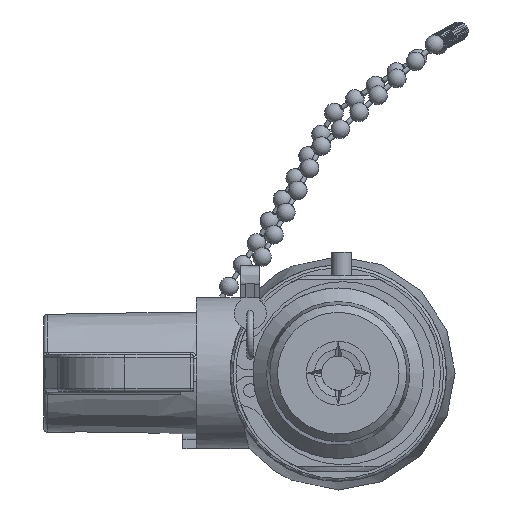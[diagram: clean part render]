
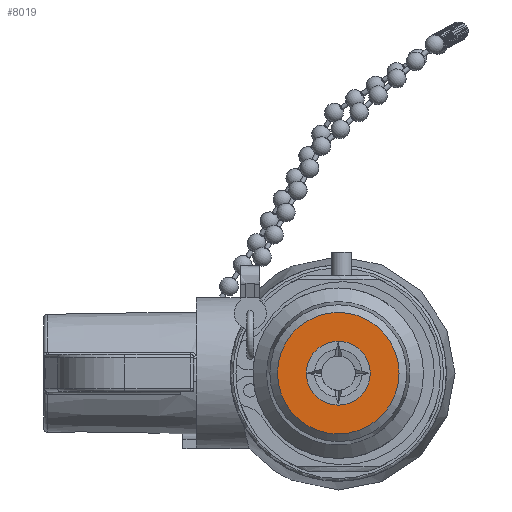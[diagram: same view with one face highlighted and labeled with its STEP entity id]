
A CAD part, left-side view. The second image highlights one B-rep face of the part: STEP entity #8019.
In plain terms, the highlighted planar face has unit normal (-1, 0, 0).
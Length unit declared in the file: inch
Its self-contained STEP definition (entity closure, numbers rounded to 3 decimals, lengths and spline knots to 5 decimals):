
#7831=CARTESIAN_POINT('',(-5.287,0.23438,0.));
#7832=VERTEX_POINT('',#7831);
#7833=CARTESIAN_POINT('',(-5.287,0.,0.));
#7834=DIRECTION('',(1.0,0.0,0.0));
#7835=DIRECTION('',(0.0,1.0,0.0));
#7836=AXIS2_PLACEMENT_3D('',#7833,#7834,#7835);
#7837=CIRCLE('',#7836,0.23438);
#7838=EDGE_CURVE('',#7832,#7832,#7837,.T.);
#7996=CARTESIAN_POINT('',(-5.287,0.44575,0.));
#7997=VERTEX_POINT('',#7996);
#7998=CARTESIAN_POINT('',(-5.287,0.,0.));
#7999=DIRECTION('',(1.0,0.0,0.0));
#8000=DIRECTION('',(0.0,1.0,0.0));
#8001=AXIS2_PLACEMENT_3D('',#7998,#7999,#8000);
#8002=CIRCLE('',#8001,0.44575);
#8003=EDGE_CURVE('',#7997,#7997,#8002,.T.);
#8008=CARTESIAN_POINT('',(-5.287,0.34006,0.));
#8009=DIRECTION('',(-1.0,0.0,0.0));
#8010=DIRECTION('',(0.0,0.0,1.0));
#8011=AXIS2_PLACEMENT_3D('',#8008,#8009,#8010);
#8012=PLANE('',#8011);
#8013=ORIENTED_EDGE('',*,*,#8003,.F.);
#8014=EDGE_LOOP('',(#8013));
#8015=FACE_OUTER_BOUND('',#8014,.T.);
#8016=ORIENTED_EDGE('',*,*,#7838,.T.);
#8017=EDGE_LOOP('',(#8016));
#8018=FACE_BOUND('',#8017,.T.);
#8019=ADVANCED_FACE('',(#8015,#8018),#8012,.T.);
